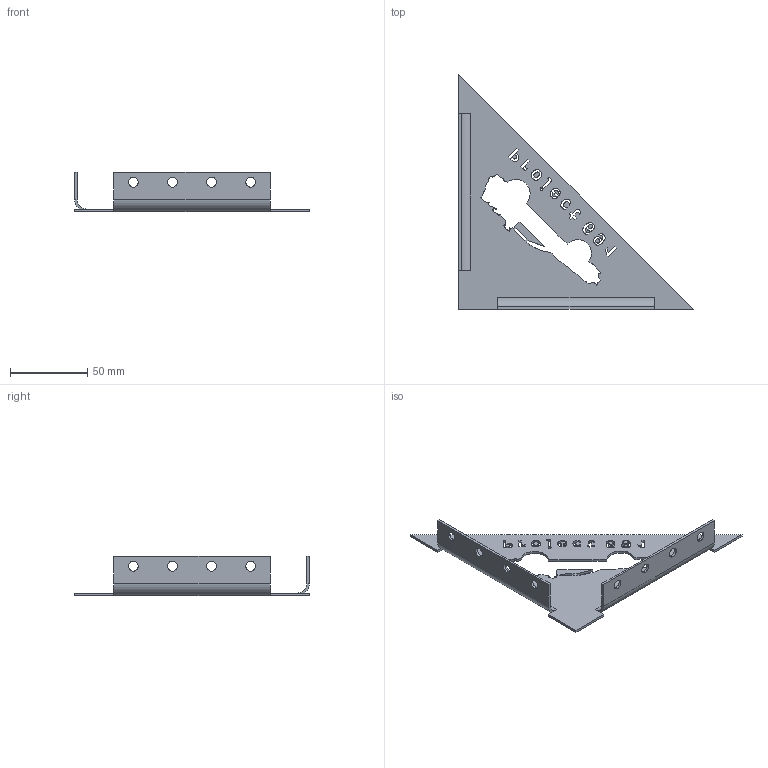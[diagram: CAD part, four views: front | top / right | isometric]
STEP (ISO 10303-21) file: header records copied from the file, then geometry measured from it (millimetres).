
FILE_DESCRIPTION (( 'STEP AP203' ), '1' );
FILE_NAME ('P-24 SupportTriangleDeLorean.STEP', '2015-01-26T19:39:57', ( '' ), ( '' ), 'SwSTEP 2.0', 'SolidWorks 2014', '' );
FILE_SCHEMA (( 'CONFIG_CONTROL_DESIGN' ));
Length unit declared in the file: inch
Products named in the file (1): P-24 SupportTriangleDeLorean
Bounding box: 152.43 x 152.43 x 25.4 mm (x, y, z)
Volume: 21868 mm3; surface area: 29843.6 mm2
Topology: 1 solids, 1 shells, 275 faces, 807 edges, 534 vertices
Faces by surface type: plane 127, bspline 126, cylinder 22
Entity records: 13504 total; most frequent: CARTESIAN_POINT 6839, ORIENTED_EDGE 1614, DIRECTION 903, EDGE_CURVE 807, VERTEX_POINT 534, VECTOR 507, LINE 507, EDGE_LOOP 331
